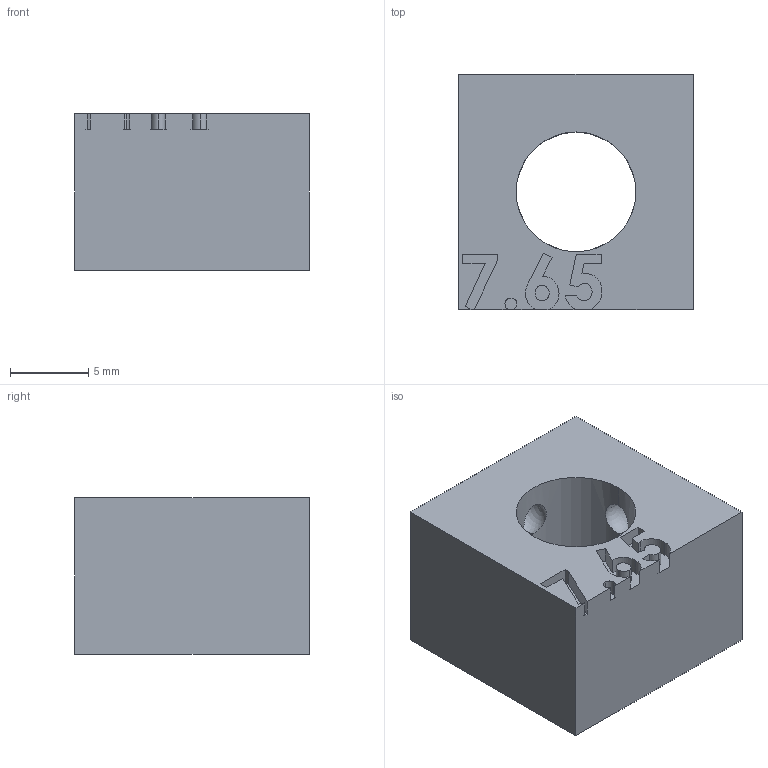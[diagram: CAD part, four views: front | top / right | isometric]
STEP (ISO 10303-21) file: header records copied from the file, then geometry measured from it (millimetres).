
FILE_DESCRIPTION (( 'STEP AP214' ), '1' );
FILE_NAME ('tolerance testing-7.65mm.STEP', '2025-11-17T02:36:52', ( '' ), ( '' ), 'SwSTEP 2.0', 'SolidWorks 2025', '' );
FILE_SCHEMA (( 'AUTOMOTIVE_DESIGN' ));
Length unit declared in the file: millimetre
Products named in the file (1): tolerance testing-7.65mm
Bounding box: 15 x 15 x 10 mm (x, y, z)
Volume: 1722.9 mm3; surface area: 1328 mm2
Topology: 1 solids, 1 shells, 66 faces, 225 edges, 150 vertices
Faces by surface type: plane 28, bspline 20, sphere 16, cylinder 2
Entity records: 3276 total; most frequent: CARTESIAN_POINT 1678, ORIENTED_EDGE 370, DIRECTION 251, EDGE_CURVE 185, VERTEX_POINT 126, VECTOR 101, LINE 101, AXIS2_PLACEMENT_3D 75
